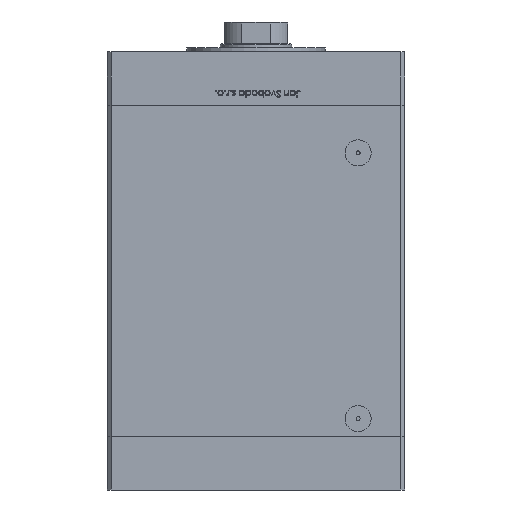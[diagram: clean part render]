
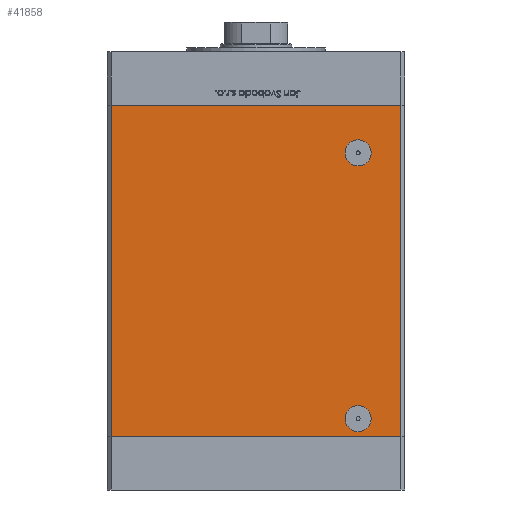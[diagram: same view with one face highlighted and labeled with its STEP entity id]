
A CAD part, front view. The second image highlights one B-rep face of the part: STEP entity #41858.
In plain terms, the highlighted planar face has unit normal (0, -1, 0).
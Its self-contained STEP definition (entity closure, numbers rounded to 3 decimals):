
#1390 = CARTESIAN_POINT ( 'NONE',  ( 51.5, -62.5, 15.58 ) ) ;
#3079 = DIRECTION ( 'NONE',  ( 0., 0., -1. ) ) ;
#3198 = DIRECTION ( 'NONE',  ( 0., -1., 0. ) ) ;
#3371 = CARTESIAN_POINT ( 'NONE',  ( 51.5, -62.5, 143. ) ) ;
#3547 = AXIS2_PLACEMENT_3D ( 'NONE', #23224, #3198, #51421 ) ;
#3856 = LINE ( 'NONE', #10974, #50994 ) ;
#3880 = LINE ( 'NONE', #19941, #30347 ) ;
#4501 = DIRECTION ( 'NONE',  ( 1., 0., 0. ) ) ;
#5240 = CIRCLE ( 'NONE', #3547, 6.58 ) ;
#5619 = VECTOR ( 'NONE', #28067, 1000. ) ;
#7736 = EDGE_CURVE ( 'NONE', #44266, #20592, #5240, .T. ) ;
#7951 = DIRECTION ( 'NONE',  ( 0., -1., 0. ) ) ;
#10190 = AXIS2_PLACEMENT_3D ( 'NONE', #10814, #18976, #21901 ) ;
#10416 = CARTESIAN_POINT ( 'NONE',  ( 51.5, -62.5, 143. ) ) ;
#10504 = ORIENTED_EDGE ( 'NONE', *, *, #21599, .T. ) ;
#10814 = CARTESIAN_POINT ( 'NONE',  ( -73., -62.5, 167. ) ) ;
#10974 = CARTESIAN_POINT ( 'NONE',  ( -73., -62.5, 167. ) ) ;
#11441 = DIRECTION ( 'NONE',  ( 0., 0., -1. ) ) ;
#12527 = AXIS2_PLACEMENT_3D ( 'NONE', #28941, #7951, #20774 ) ;
#12776 = CARTESIAN_POINT ( 'NONE',  ( -73., -62.5, 0. ) ) ;
#13682 = VERTEX_POINT ( 'NONE', #13985 ) ;
#13985 = CARTESIAN_POINT ( 'NONE',  ( 73., -62.5, 0. ) ) ;
#14609 = CARTESIAN_POINT ( 'NONE',  ( 51.5, -62.5, 2.42 ) ) ;
#15684 = LINE ( 'NONE', #12776, #5619 ) ;
#18151 = CARTESIAN_POINT ( 'NONE',  ( 51.5, -62.5, 136.42 ) ) ;
#18862 = ORIENTED_EDGE ( 'NONE', *, *, #24217, .T. ) ;
#18976 = DIRECTION ( 'NONE',  ( 0., 1., 0. ) ) ;
#19360 = CIRCLE ( 'NONE', #45426, 6.58 ) ;
#19941 = CARTESIAN_POINT ( 'NONE',  ( 73., -62.5, 167. ) ) ;
#20080 = ORIENTED_EDGE ( 'NONE', *, *, #40975, .F. ) ;
#20592 = VERTEX_POINT ( 'NONE', #14609 ) ;
#20774 = DIRECTION ( 'NONE',  ( 0., 0., -1. ) ) ;
#21082 = LINE ( 'NONE', #33212, #23053 ) ;
#21599 = EDGE_CURVE ( 'NONE', #47385, #29950, #3856, .T. ) ;
#21733 = EDGE_LOOP ( 'NONE', ( #18862, #20080, #36057, #10504 ) ) ;
#21901 = DIRECTION ( 'NONE',  ( 0., 0., 1. ) ) ;
#23053 = VECTOR ( 'NONE', #4501, 1000. ) ;
#23224 = CARTESIAN_POINT ( 'NONE',  ( 51.5, -62.5, 9. ) ) ;
#24217 = EDGE_CURVE ( 'NONE', #29950, #13682, #15684, .T. ) ;
#26118 = FACE_BOUND ( 'NONE', #31734, .T. ) ;
#26842 = VERTEX_POINT ( 'NONE', #18151 ) ;
#27098 = DIRECTION ( 'NONE',  ( 0., 0., -1. ) ) ;
#27561 = ORIENTED_EDGE ( 'NONE', *, *, #30867, .F. ) ;
#28067 = DIRECTION ( 'NONE',  ( 1., 0., 0. ) ) ;
#28941 = CARTESIAN_POINT ( 'NONE',  ( 51.5, -62.5, 9. ) ) ;
#29950 = VERTEX_POINT ( 'NONE', #30973 ) ;
#30317 = PLANE ( 'NONE',  #10190 ) ;
#30347 = VECTOR ( 'NONE', #52089, 1000. ) ;
#30837 = FACE_BOUND ( 'NONE', #39435, .T. ) ;
#30867 = EDGE_CURVE ( 'NONE', #20592, #44266, #32714, .T. ) ;
#30950 = DIRECTION ( 'NONE',  ( 0., 1., 0. ) ) ;
#30973 = CARTESIAN_POINT ( 'NONE',  ( -73., -62.5, 0. ) ) ;
#31306 = DIRECTION ( 'NONE',  ( 0., 1., 0. ) ) ;
#31734 = EDGE_LOOP ( 'NONE', ( #27561, #32709 ) ) ;
#32519 = ORIENTED_EDGE ( 'NONE', *, *, #43236, .T. ) ;
#32709 = ORIENTED_EDGE ( 'NONE', *, *, #7736, .F. ) ;
#32714 = CIRCLE ( 'NONE', #12527, 6.58 ) ;
#32728 = CARTESIAN_POINT ( 'NONE',  ( -73., -62.5, 167. ) ) ;
#33212 = CARTESIAN_POINT ( 'NONE',  ( -73., -62.5, 167. ) ) ;
#33966 = CARTESIAN_POINT ( 'NONE',  ( 73., -62.5, 167. ) ) ;
#34437 = EDGE_CURVE ( 'NONE', #26842, #47719, #19360, .T. ) ;
#36057 = ORIENTED_EDGE ( 'NONE', *, *, #50777, .F. ) ;
#37132 = CIRCLE ( 'NONE', #48056, 6.58 ) ;
#39435 = EDGE_LOOP ( 'NONE', ( #48489, #32519 ) ) ;
#40975 = EDGE_CURVE ( 'NONE', #43054, #13682, #3880, .T. ) ;
#41858 = ADVANCED_FACE ( 'NONE', ( #26118, #42160, #30837 ), #30317, .F. ) ;
#42160 = FACE_OUTER_BOUND ( 'NONE', #21733, .T. ) ;
#43054 = VERTEX_POINT ( 'NONE', #33966 ) ;
#43236 = EDGE_CURVE ( 'NONE', #47719, #26842, #37132, .T. ) ;
#44266 = VERTEX_POINT ( 'NONE', #1390 ) ;
#44775 = CARTESIAN_POINT ( 'NONE',  ( 51.5, -62.5, 149.58 ) ) ;
#45426 = AXIS2_PLACEMENT_3D ( 'NONE', #10416, #30950, #11441 ) ;
#47385 = VERTEX_POINT ( 'NONE', #32728 ) ;
#47719 = VERTEX_POINT ( 'NONE', #44775 ) ;
#48056 = AXIS2_PLACEMENT_3D ( 'NONE', #3371, #31306, #27098 ) ;
#48489 = ORIENTED_EDGE ( 'NONE', *, *, #34437, .T. ) ;
#50777 = EDGE_CURVE ( 'NONE', #47385, #43054, #21082, .T. ) ;
#50994 = VECTOR ( 'NONE', #3079, 1000. ) ;
#51421 = DIRECTION ( 'NONE',  ( 0., 0., -1. ) ) ;
#52089 = DIRECTION ( 'NONE',  ( 0., 0., -1. ) ) ;
